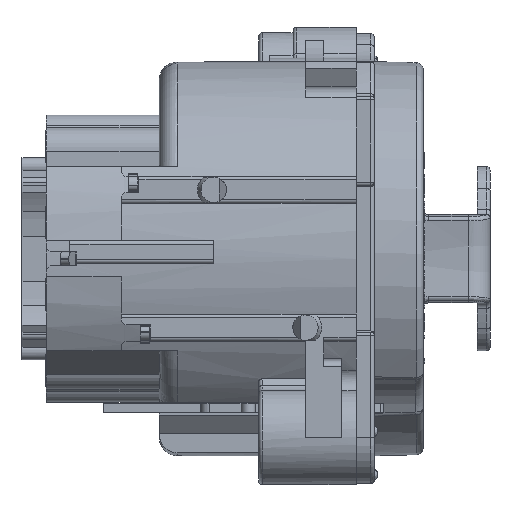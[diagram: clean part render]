
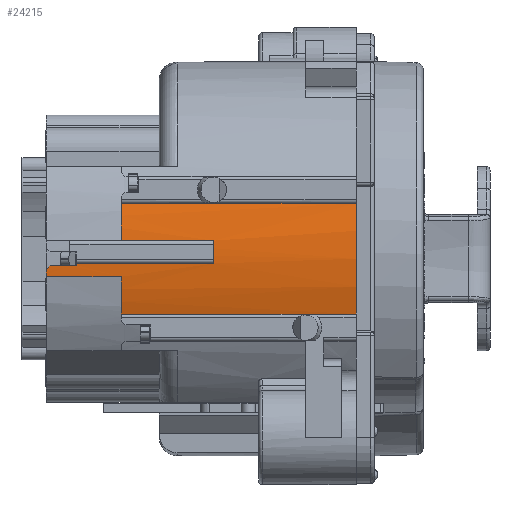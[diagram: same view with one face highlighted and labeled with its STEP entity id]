
A CAD part, left-side view. The second image highlights one B-rep face of the part: STEP entity #24215.
In plain terms, the highlighted cylindrical face has radius 10.9 mm (diameter 21.8 mm), a partial arc.
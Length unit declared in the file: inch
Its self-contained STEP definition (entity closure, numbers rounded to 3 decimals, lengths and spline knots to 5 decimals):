
#1956=FACE_OUTER_BOUND('',#3230,.T.);
#3230=EDGE_LOOP('',(#19022,#19023,#19024,#19025,#19026,#19027,#19028,#19029,
#19030,#19031,#19032,#19033,#19034,#19035,#19036));
#3871=LINE('',#33743,#6340);
#3880=LINE('',#33770,#6349);
#3885=LINE('',#33783,#6354);
#5100=LINE('',#40462,#7569);
#5101=LINE('',#40464,#7570);
#5102=LINE('',#40468,#7571);
#5103=LINE('',#40471,#7572);
#6340=VECTOR('',#27098,0.3937);
#6349=VECTOR('',#27121,0.04331);
#6354=VECTOR('',#27132,0.16339);
#7569=VECTOR('',#30857,0.51181);
#7570=VECTOR('',#30858,0.51181);
#7571=VECTOR('',#30861,0.3937);
#7572=VECTOR('',#30864,0.31339);
#8769=CIRCLE('',#24874,0.42913);
#8770=CIRCLE('',#24877,0.8569);
#8773=CIRCLE('',#24884,0.42913);
#9046=CIRCLE('',#25423,0.42913);
#9299=CIRCLE('',#26025,0.42913);
#9321=CIRCLE('',#26059,0.42913);
#9358=CIRCLE('',#26134,0.42913);
#9359=CIRCLE('',#26135,0.42913);
#9633=VERTEX_POINT('',#33740);
#9634=VERTEX_POINT('',#33742);
#9644=VERTEX_POINT('',#33764);
#9645=VERTEX_POINT('',#33768);
#9646=VERTEX_POINT('',#33772);
#9649=VERTEX_POINT('',#33780);
#9650=VERTEX_POINT('',#33782);
#9656=VERTEX_POINT('',#33800);
#10330=VERTEX_POINT('',#36220);
#10331=VERTEX_POINT('',#36222);
#10823=VERTEX_POINT('',#40190);
#10902=VERTEX_POINT('',#40463);
#10903=VERTEX_POINT('',#40465);
#10904=VERTEX_POINT('',#40467);
#10905=VERTEX_POINT('',#40469);
#11904=EDGE_CURVE('',#9634,#9633,#3871,.T.);
#11916=EDGE_CURVE('',#9644,#9633,#8769,.T.);
#11918=EDGE_CURVE('',#9644,#9645,#3880,.T.);
#11920=EDGE_CURVE('',#9645,#9646,#8770,.T.);
#11924=EDGE_CURVE('',#9649,#9650,#3885,.T.);
#11934=EDGE_CURVE('',#9656,#9649,#8773,.T.);
#12848=EDGE_CURVE('',#10331,#10330,#9046,.T.);
#13709=EDGE_CURVE('',#10823,#9634,#9299,.T.);
#13755=EDGE_CURVE('',#9650,#9646,#9321,.T.);
#13843=EDGE_CURVE('',#10331,#9656,#5100,.T.);
#13844=EDGE_CURVE('',#10902,#10330,#5101,.T.);
#13845=EDGE_CURVE('',#10903,#10902,#9358,.T.);
#13846=EDGE_CURVE('',#10904,#10903,#5102,.T.);
#13847=EDGE_CURVE('',#10905,#10904,#9359,.T.);
#13848=EDGE_CURVE('',#10905,#10823,#5103,.T.);
#19022=ORIENTED_EDGE('',*,*,#11904,.T.);
#19023=ORIENTED_EDGE('',*,*,#11916,.F.);
#19024=ORIENTED_EDGE('',*,*,#11918,.T.);
#19025=ORIENTED_EDGE('',*,*,#11920,.T.);
#19026=ORIENTED_EDGE('',*,*,#13755,.F.);
#19027=ORIENTED_EDGE('',*,*,#11924,.F.);
#19028=ORIENTED_EDGE('',*,*,#11934,.F.);
#19029=ORIENTED_EDGE('',*,*,#13843,.F.);
#19030=ORIENTED_EDGE('',*,*,#12848,.T.);
#19031=ORIENTED_EDGE('',*,*,#13844,.F.);
#19032=ORIENTED_EDGE('',*,*,#13845,.F.);
#19033=ORIENTED_EDGE('',*,*,#13846,.F.);
#19034=ORIENTED_EDGE('',*,*,#13847,.F.);
#19035=ORIENTED_EDGE('',*,*,#13848,.T.);
#19036=ORIENTED_EDGE('',*,*,#13709,.T.);
#22210=CYLINDRICAL_SURFACE('',#26133,0.42913);
#24215=ADVANCED_FACE('',(#1956),#22210,.T.);
#24874=AXIS2_PLACEMENT_3D('',#33766,#27116,#27117);
#24877=AXIS2_PLACEMENT_3D('',#33774,#27125,#27126);
#24884=AXIS2_PLACEMENT_3D('',#33802,#27150,#27151);
#25423=AXIS2_PLACEMENT_3D('',#36223,#28804,#28805);
#26025=AXIS2_PLACEMENT_3D('',#40191,#30565,#30566);
#26059=AXIS2_PLACEMENT_3D('',#40273,#30657,#30658);
#26133=AXIS2_PLACEMENT_3D('',#40461,#30855,#30856);
#26134=AXIS2_PLACEMENT_3D('',#40466,#30859,#30860);
#26135=AXIS2_PLACEMENT_3D('',#40470,#30862,#30863);
#27098=DIRECTION('',(0.,1.,0.));
#27116=DIRECTION('center_axis',(0.,1.,0.));
#27117=DIRECTION('ref_axis',(-0.999,0.,-0.037));
#27121=DIRECTION('',(0.,1.,0.));
#27125=DIRECTION('center_axis',(0.,-0.707,
-0.707));
#27126=DIRECTION('ref_axis',(-0.999,0.028,-0.028));
#27132=DIRECTION('',(0.,1.,0.));
#27150=DIRECTION('center_axis',(0.,1.,0.));
#27151=DIRECTION('ref_axis',(-0.96,0.,-0.281));
#28804=DIRECTION('center_axis',(0.,1.,0.));
#28805=DIRECTION('ref_axis',(-0.96,0.,-0.281));
#30565=DIRECTION('center_axis',(0.,-1.,0.));
#30566=DIRECTION('ref_axis',(1.,0.,0.));
#30657=DIRECTION('center_axis',(0.,1.,0.));
#30658=DIRECTION('ref_axis',(-0.996,0.,-0.092));
#30855=DIRECTION('center_axis',(0.,1.,0.));
#30856=DIRECTION('ref_axis',(-1.,0.,0.));
#30857=DIRECTION('',(0.,1.,0.));
#30858=DIRECTION('',(0.,-1.,0.));
#30859=DIRECTION('center_axis',(0.,1.,0.));
#30860=DIRECTION('ref_axis',(-0.996,0.,0.092));
#30861=DIRECTION('',(0.,1.,0.));
#30862=DIRECTION('center_axis',(0.,1.,0.));
#30863=DIRECTION('ref_axis',(-1.,0.,-0.024));
#30864=DIRECTION('',(0.,1.,0.));
#33740=CARTESIAN_POINT('',(0.1538,0.77756,-0.50697));
#33742=CARTESIAN_POINT('',(0.1538,0.77677,-0.50697));
#33743=CARTESIAN_POINT('',(0.1538,0.,-0.50697));
#33764=CARTESIAN_POINT('',(0.15383,0.77756,-0.50795));
#33766=CARTESIAN_POINT('Origin',(0.58268,0.77756,-0.4922));
#33768=CARTESIAN_POINT('',(0.15383,0.82087,-0.50795));
#33770=CARTESIAN_POINT('',(0.15383,0.77756,-0.50795));
#33772=CARTESIAN_POINT('',(0.15419,0.82874,-0.51583));
#33774=CARTESIAN_POINT('Origin',(1.01045,0.80514,-0.49223));
#33780=CARTESIAN_POINT('',(0.15535,0.66535,-0.53157));
#33782=CARTESIAN_POINT('',(0.15535,0.82874,-0.53157));
#33783=CARTESIAN_POINT('',(0.15535,0.66535,-0.53157));
#33800=CARTESIAN_POINT('',(0.1708,0.66535,-0.61268));
#33802=CARTESIAN_POINT('Origin',(0.58268,0.66535,-0.4922));
#36220=CARTESIAN_POINT('',(0.1708,0.15354,-0.37173));
#36222=CARTESIAN_POINT('',(0.1708,0.15354,-0.61268));
#36223=CARTESIAN_POINT('Origin',(0.58268,0.15354,-0.4922));
#40190=CARTESIAN_POINT('',(0.15367,0.77677,-0.50266));
#40191=CARTESIAN_POINT('Origin',(0.58268,0.77677,-0.4922));
#40273=CARTESIAN_POINT('Origin',(0.58268,0.82874,-0.4922));
#40461=CARTESIAN_POINT('Origin',(0.58268,0.,-0.4922));
#40462=CARTESIAN_POINT('',(0.1708,0.15354,-0.61268));
#40463=CARTESIAN_POINT('',(0.1708,0.66535,-0.37173));
#40464=CARTESIAN_POINT('',(0.1708,0.66535,-0.37173));
#40465=CARTESIAN_POINT('',(0.15535,0.66535,-0.45283));
#40466=CARTESIAN_POINT('Origin',(0.58268,0.66535,-0.4922));
#40467=CARTESIAN_POINT('',(0.15535,0.46417,-0.45283));
#40468=CARTESIAN_POINT('',(0.15535,0.,-0.45283));
#40469=CARTESIAN_POINT('',(0.15367,0.46417,-0.50266));
#40470=CARTESIAN_POINT('Origin',(0.58268,0.46417,-0.4922));
#40471=CARTESIAN_POINT('',(0.15367,0.46417,-0.50266));
